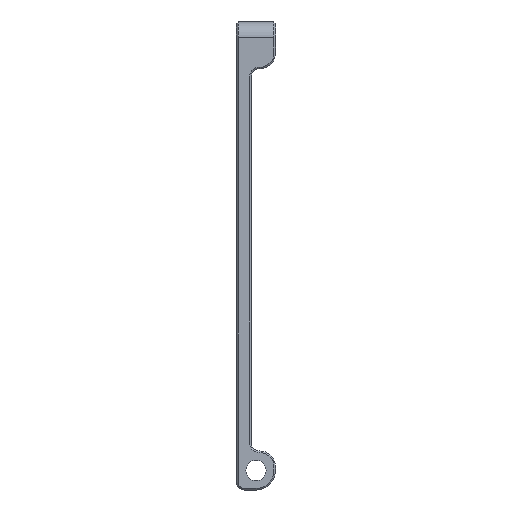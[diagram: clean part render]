
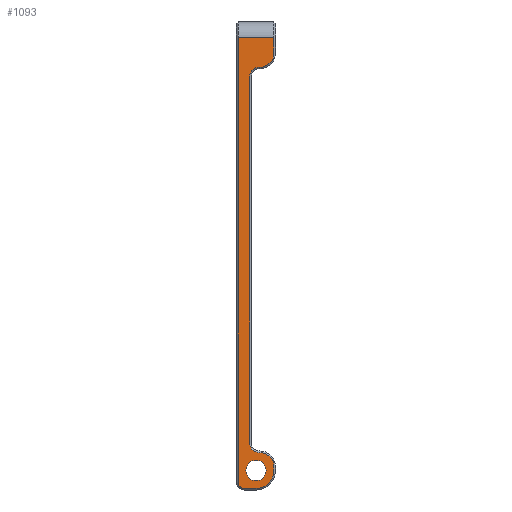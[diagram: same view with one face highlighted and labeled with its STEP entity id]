
A CAD part, left-side view. The second image highlights one B-rep face of the part: STEP entity #1093.
In plain terms, the highlighted planar face has unit normal (-1, 0, 0).
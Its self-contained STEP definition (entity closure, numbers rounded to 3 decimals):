
#26 = CARTESIAN_POINT ( 'NONE',  ( -35., 3.3, -23.25 ) ) ;
#32 = LINE ( 'NONE', #1135, #2920 ) ;
#40 = CARTESIAN_POINT ( 'NONE',  ( -35., 2.1, 24.95 ) ) ;
#58 = DIRECTION ( 'NONE',  ( -1., 0., 0. ) ) ;
#96 = EDGE_CURVE ( 'NONE', #133, #1066, #2246, .T. ) ;
#98 = CARTESIAN_POINT ( 'NONE',  ( -35., 0.2, -26.25 ) ) ;
#109 = CIRCLE ( 'NONE', #2129, 1.3 ) ;
#133 = VERTEX_POINT ( 'NONE', #383 ) ;
#171 = DIRECTION ( 'NONE',  ( 0., 0., -1. ) ) ;
#174 = EDGE_CURVE ( 'NONE', #1586, #133, #3370, .T. ) ;
#182 = CIRCLE ( 'NONE', #1104, 1.8 ) ;
#195 = EDGE_CURVE ( 'NONE', #3149, #2117, #874, .T. ) ;
#202 = FACE_OUTER_BOUND ( 'NONE', #3310, .T. ) ;
#222 = ORIENTED_EDGE ( 'NONE', *, *, #3105, .T. ) ;
#226 = AXIS2_PLACEMENT_3D ( 'NONE', #1470, #944, #703 ) ;
#257 = VERTEX_POINT ( 'NONE', #693 ) ;
#278 = DIRECTION ( 'NONE',  ( -1., 0., 0. ) ) ;
#313 = EDGE_CURVE ( 'NONE', #1372, #1951, #2934, .T. ) ;
#321 = EDGE_CURVE ( 'NONE', #257, #323, #3523, .T. ) ;
#323 = VERTEX_POINT ( 'NONE', #1813 ) ;
#346 = VECTOR ( 'NONE', #2661, 1000. ) ;
#370 = DIRECTION ( 'NONE',  ( 0., 0., -1. ) ) ;
#383 = CARTESIAN_POINT ( 'NONE',  ( -35., 4.8, -28.25 ) ) ;
#407 = EDGE_CURVE ( 'NONE', #2117, #1372, #182, .T. ) ;
#448 = ORIENTED_EDGE ( 'NONE', *, *, #965, .T. ) ;
#538 = ORIENTED_EDGE ( 'NONE', *, *, #313, .T. ) ;
#539 = EDGE_LOOP ( 'NONE', ( #1442, #1111 ) ) ;
#553 = VECTOR ( 'NONE', #3138, 1000. ) ;
#602 = DIRECTION ( 'NONE',  ( -1., 0., 0. ) ) ;
#693 = CARTESIAN_POINT ( 'NONE',  ( -35., 2.5, -29.05 ) ) ;
#703 = DIRECTION ( 'NONE',  ( 0., 0., -1. ) ) ;
#796 = CARTESIAN_POINT ( 'NONE',  ( -35., 2.5, -26.75 ) ) ;
#848 = ORIENTED_EDGE ( 'NONE', *, *, #321, .T. ) ;
#874 = LINE ( 'NONE', #891, #2996 ) ;
#891 = CARTESIAN_POINT ( 'NONE',  ( -35., 5., 24.95 ) ) ;
#930 = CARTESIAN_POINT ( 'NONE',  ( -35., 0.2, -29.25 ) ) ;
#944 = DIRECTION ( 'NONE',  ( 1., 0., 0. ) ) ;
#955 = ORIENTED_EDGE ( 'NONE', *, *, #2467, .T. ) ;
#965 = EDGE_CURVE ( 'NONE', #2094, #3202, #3514, .T. ) ;
#1011 = EDGE_CURVE ( 'NONE', #2401, #3485, #109, .T. ) ;
#1035 = ORIENTED_EDGE ( 'NONE', *, *, #407, .T. ) ;
#1046 = VERTEX_POINT ( 'NONE', #98 ) ;
#1048 = ORIENTED_EDGE ( 'NONE', *, *, #195, .T. ) ;
#1066 = VERTEX_POINT ( 'NONE', #3372 ) ;
#1093 = ADVANCED_FACE ( 'NONE', ( #2670, #202 ), #2384, .F. ) ;
#1104 = AXIS2_PLACEMENT_3D ( 'NONE', #2191, #278, #2971 ) ;
#1111 = ORIENTED_EDGE ( 'NONE', *, *, #2830, .F. ) ;
#1115 = CARTESIAN_POINT ( 'NONE',  ( -35., 2.5, -25.45 ) ) ;
#1135 = CARTESIAN_POINT ( 'NONE',  ( -35., 3.3, -29.25 ) ) ;
#1179 = VERTEX_POINT ( 'NONE', #26 ) ;
#1244 = DIRECTION ( 'NONE',  ( 0., 0., -1. ) ) ;
#1254 = CARTESIAN_POINT ( 'NONE',  ( -35., 3.3, 23.75 ) ) ;
#1275 = EDGE_CURVE ( 'NONE', #1951, #1586, #2875, .T. ) ;
#1281 = CARTESIAN_POINT ( 'NONE',  ( -35., 5., -24.45 ) ) ;
#1296 = CARTESIAN_POINT ( 'NONE',  ( -35., 2.5, -26.75 ) ) ;
#1303 = ORIENTED_EDGE ( 'NONE', *, *, #2569, .T. ) ;
#1364 = CIRCLE ( 'NONE', #3268, 1.8 ) ;
#1372 = VERTEX_POINT ( 'NONE', #2065 ) ;
#1416 = DIRECTION ( 'NONE',  ( 0., 0., 1. ) ) ;
#1442 = ORIENTED_EDGE ( 'NONE', *, *, #1011, .F. ) ;
#1452 = DIRECTION ( 'NONE',  ( 0., -1., 0. ) ) ;
#1470 = CARTESIAN_POINT ( 'NONE',  ( -35., 5., -29.25 ) ) ;
#1496 = CARTESIAN_POINT ( 'NONE',  ( -35., 2., -24.45 ) ) ;
#1510 = DIRECTION ( 'NONE',  ( 0., 0., 1. ) ) ;
#1514 = EDGE_CURVE ( 'NONE', #3202, #1179, #3319, .T. ) ;
#1522 = DIRECTION ( 'NONE',  ( -1., 0., 0. ) ) ;
#1539 = AXIS2_PLACEMENT_3D ( 'NONE', #2621, #1548, #171 ) ;
#1548 = DIRECTION ( 'NONE',  ( 1., 0., 0. ) ) ;
#1570 = CARTESIAN_POINT ( 'NONE',  ( -35., 0.2, -29.25 ) ) ;
#1586 = VERTEX_POINT ( 'NONE', #2270 ) ;
#1693 = EDGE_CURVE ( 'NONE', #1046, #2094, #1364, .T. ) ;
#1704 = DIRECTION ( 'NONE',  ( 0., 0., -1. ) ) ;
#1721 = DIRECTION ( 'NONE',  ( 1., 0., 0. ) ) ;
#1751 = CARTESIAN_POINT ( 'NONE',  ( -35., 5., -29.05 ) ) ;
#1774 = CARTESIAN_POINT ( 'NONE',  ( -35., 5., 28.75 ) ) ;
#1780 = ORIENTED_EDGE ( 'NONE', *, *, #174, .T. ) ;
#1813 = CARTESIAN_POINT ( 'NONE',  ( -35., 0.2, -26.75 ) ) ;
#1951 = VERTEX_POINT ( 'NONE', #3064 ) ;
#1973 = CARTESIAN_POINT ( 'NONE',  ( -35., 4., -28.25 ) ) ;
#1991 = DIRECTION ( 'NONE',  ( 0., -1., 0. ) ) ;
#2024 = EDGE_CURVE ( 'NONE', #1179, #3036, #32, .T. ) ;
#2029 = DIRECTION ( 'NONE',  ( 0., 1., 0. ) ) ;
#2065 = CARTESIAN_POINT ( 'NONE',  ( -35., 0.2, 26.75 ) ) ;
#2078 = AXIS2_PLACEMENT_3D ( 'NONE', #1296, #2625, #1244 ) ;
#2094 = VERTEX_POINT ( 'NONE', #1496 ) ;
#2117 = VERTEX_POINT ( 'NONE', #3391 ) ;
#2129 = AXIS2_PLACEMENT_3D ( 'NONE', #3135, #3385, #1510 ) ;
#2162 = ORIENTED_EDGE ( 'NONE', *, *, #1275, .T. ) ;
#2171 = CIRCLE ( 'NONE', #2686, 1.2 ) ;
#2191 = CARTESIAN_POINT ( 'NONE',  ( -35., 2., 26.75 ) ) ;
#2238 = ORIENTED_EDGE ( 'NONE', *, *, #1693, .T. ) ;
#2246 = CIRCLE ( 'NONE', #3115, 0.8 ) ;
#2270 = CARTESIAN_POINT ( 'NONE',  ( -35., 4.8, 28.75 ) ) ;
#2279 = CARTESIAN_POINT ( 'NONE',  ( -35., 4.8, -28.25 ) ) ;
#2355 = CARTESIAN_POINT ( 'NONE',  ( -35., 2., -26.25 ) ) ;
#2369 = DIRECTION ( 'NONE',  ( 0., 1., 0. ) ) ;
#2384 = PLANE ( 'NONE',  #226 ) ;
#2401 = VERTEX_POINT ( 'NONE', #1115 ) ;
#2415 = VECTOR ( 'NONE', #3332, 1000. ) ;
#2467 = EDGE_CURVE ( 'NONE', #3036, #3149, #2171, .T. ) ;
#2533 = ORIENTED_EDGE ( 'NONE', *, *, #96, .T. ) ;
#2535 = DIRECTION ( 'NONE',  ( 0., 0., 1. ) ) ;
#2569 = EDGE_CURVE ( 'NONE', #323, #1046, #3405, .T. ) ;
#2621 = CARTESIAN_POINT ( 'NONE',  ( -35., 2.1, -23.25 ) ) ;
#2625 = DIRECTION ( 'NONE',  ( -1., 0., 0. ) ) ;
#2660 = VECTOR ( 'NONE', #1452, 1000. ) ;
#2661 = DIRECTION ( 'NONE',  ( 0., 0., 1. ) ) ;
#2670 = FACE_BOUND ( 'NONE', #539, .T. ) ;
#2686 = AXIS2_PLACEMENT_3D ( 'NONE', #3195, #1721, #3459 ) ;
#2713 = AXIS2_PLACEMENT_3D ( 'NONE', #796, #58, #1416 ) ;
#2830 = EDGE_CURVE ( 'NONE', #3485, #2401, #3529, .T. ) ;
#2872 = ORIENTED_EDGE ( 'NONE', *, *, #2024, .T. ) ;
#2875 = LINE ( 'NONE', #1774, #3400 ) ;
#2920 = VECTOR ( 'NONE', #2535, 1000. ) ;
#2934 = LINE ( 'NONE', #1570, #346 ) ;
#2943 = ORIENTED_EDGE ( 'NONE', *, *, #1514, .T. ) ;
#2971 = DIRECTION ( 'NONE',  ( 0., 0., -1. ) ) ;
#2996 = VECTOR ( 'NONE', #1991, 1000. ) ;
#3036 = VERTEX_POINT ( 'NONE', #1254 ) ;
#3064 = CARTESIAN_POINT ( 'NONE',  ( -35., 0.2, 28.75 ) ) ;
#3105 = EDGE_CURVE ( 'NONE', #1066, #257, #3129, .T. ) ;
#3115 = AXIS2_PLACEMENT_3D ( 'NONE', #1973, #602, #1704 ) ;
#3129 = LINE ( 'NONE', #1751, #2660 ) ;
#3135 = CARTESIAN_POINT ( 'NONE',  ( -35., 2.5, -26.75 ) ) ;
#3138 = DIRECTION ( 'NONE',  ( 0., 0., 1. ) ) ;
#3149 = VERTEX_POINT ( 'NONE', #40 ) ;
#3195 = CARTESIAN_POINT ( 'NONE',  ( -35., 2.1, 23.75 ) ) ;
#3202 = VERTEX_POINT ( 'NONE', #3363 ) ;
#3268 = AXIS2_PLACEMENT_3D ( 'NONE', #2355, #1522, #370 ) ;
#3310 = EDGE_LOOP ( 'NONE', ( #1035, #538, #2162, #1780, #2533, #222, #848, #1303, #2238, #448, #2943, #2872, #955, #1048 ) ) ;
#3319 = CIRCLE ( 'NONE', #1539, 1.2 ) ;
#3332 = DIRECTION ( 'NONE',  ( 0., 0., -1. ) ) ;
#3337 = VECTOR ( 'NONE', #2369, 1000. ) ;
#3363 = CARTESIAN_POINT ( 'NONE',  ( -35., 2.1, -24.45 ) ) ;
#3370 = LINE ( 'NONE', #2279, #2415 ) ;
#3372 = CARTESIAN_POINT ( 'NONE',  ( -35., 4., -29.05 ) ) ;
#3385 = DIRECTION ( 'NONE',  ( -1., 0., 0. ) ) ;
#3391 = CARTESIAN_POINT ( 'NONE',  ( -35., 2., 24.95 ) ) ;
#3400 = VECTOR ( 'NONE', #2029, 1000. ) ;
#3405 = LINE ( 'NONE', #930, #553 ) ;
#3459 = DIRECTION ( 'NONE',  ( 0., 0., -1. ) ) ;
#3485 = VERTEX_POINT ( 'NONE', #3543 ) ;
#3514 = LINE ( 'NONE', #1281, #3337 ) ;
#3523 = CIRCLE ( 'NONE', #2078, 2.3 ) ;
#3529 = CIRCLE ( 'NONE', #2713, 1.3 ) ;
#3543 = CARTESIAN_POINT ( 'NONE',  ( -35., 2.5, -28.05 ) ) ;
